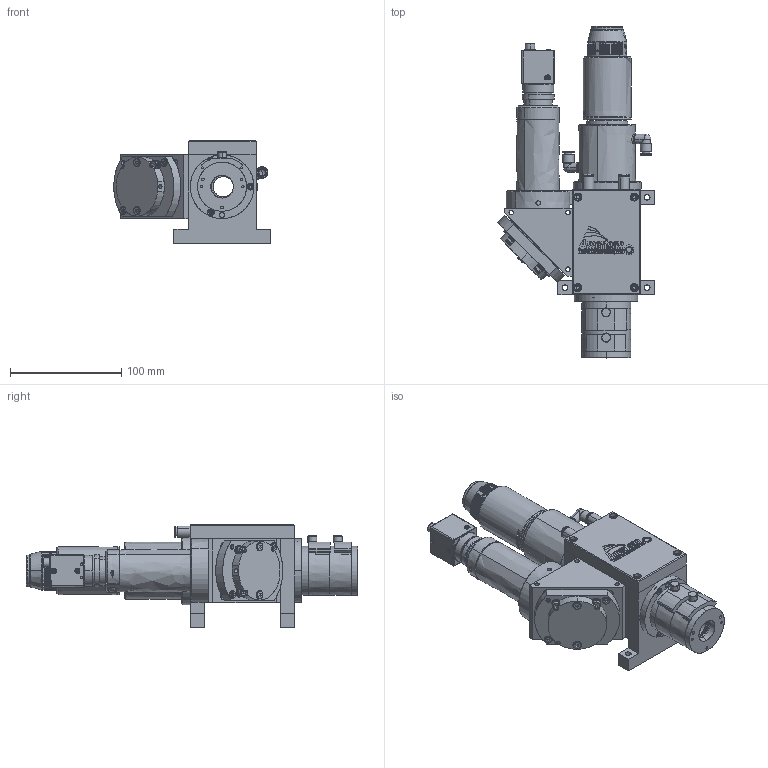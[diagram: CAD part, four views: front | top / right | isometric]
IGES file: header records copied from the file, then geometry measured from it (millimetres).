
Start section: SolidWorks IGES file using analytic representation for surfaces
Global section: file name: 010034.IGS; native system: SolidWorks 2018; preprocessor: SolidWorks 2018; author: aarakelyan; date: 180831.134616; units: inch
Bounding box: 140.37 x 297.74 x 92.08 mm (x, y, z)
Surface area: 154827 mm2 (no closed solid volume)
Topology: 0 solids, 0 shells, 1350 faces, 31887 edges, 37147 vertices
Faces by surface type: revolution 732, bspline 618
